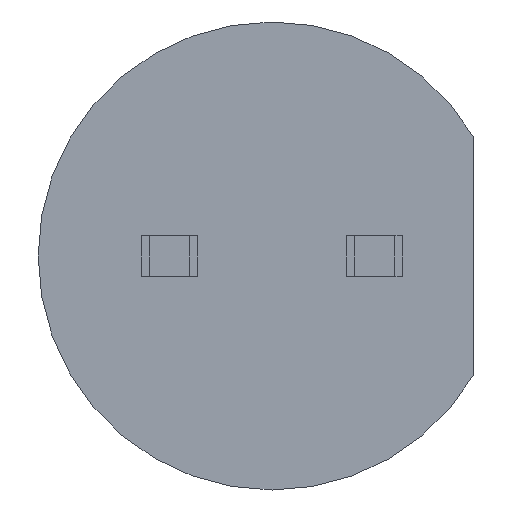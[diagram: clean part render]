
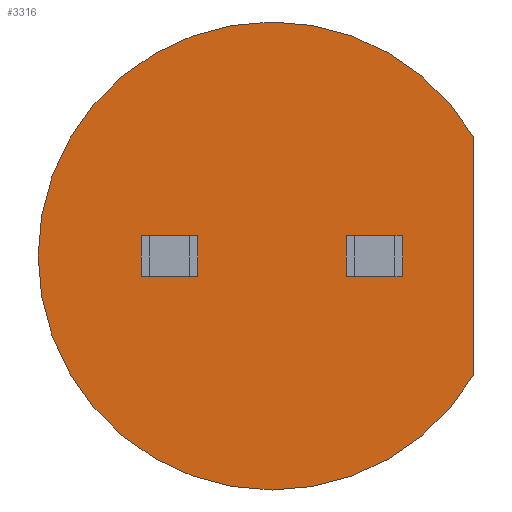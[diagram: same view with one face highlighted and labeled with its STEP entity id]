
A CAD part, front view. The second image highlights one B-rep face of the part: STEP entity #3316.
In plain terms, the highlighted planar face has unit normal (0, -1, 0).
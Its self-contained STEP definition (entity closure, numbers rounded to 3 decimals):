
#6 = AXIS2_PLACEMENT_3D ( 'NONE', #3077, #2460, #2151 ) ;
#432 = LINE ( 'NONE', #3248, #2135 ) ;
#647 = VERTEX_POINT ( 'NONE', #794 ) ;
#794 = CARTESIAN_POINT ( 'NONE',  ( 2.5, 0., 1.47 ) ) ;
#831 = FACE_OUTER_BOUND ( 'NONE', #1925, .T. ) ;
#953 = DIRECTION ( 'NONE',  ( 0., 0., 1. ) ) ;
#1004 = CARTESIAN_POINT ( 'NONE',  ( 0., 0., 0. ) ) ;
#1030 = CARTESIAN_POINT ( 'NONE',  ( 0., 0., -2.9 ) ) ;
#1160 = CARTESIAN_POINT ( 'NONE',  ( 2.5, 0., -1.47 ) ) ;
#1164 = EDGE_CURVE ( 'NONE', #3340, #1377, #2236, .T. ) ;
#1231 = AXIS2_PLACEMENT_3D ( 'NONE', #1932, #1259, #953 ) ;
#1256 = AXIS2_PLACEMENT_3D ( 'NONE', #3681, #1512, #2712 ) ;
#1259 = DIRECTION ( 'NONE',  ( 0., 1., 0. ) ) ;
#1316 = DIRECTION ( 'NONE',  ( 0., 1., 0. ) ) ;
#1374 = EDGE_CURVE ( 'NONE', #647, #3340, #432, .T. ) ;
#1377 = VERTEX_POINT ( 'NONE', #1030 ) ;
#1435 = ORIENTED_EDGE ( 'NONE', *, *, #2240, .F. ) ;
#1512 = DIRECTION ( 'NONE',  ( 0., 1., 0. ) ) ;
#1585 = EDGE_CURVE ( 'NONE', #1377, #2963, #1595, .T. ) ;
#1595 = CIRCLE ( 'NONE', #1256, 2.9 ) ;
#1729 = ORIENTED_EDGE ( 'NONE', *, *, #1374, .F. ) ;
#1809 = CARTESIAN_POINT ( 'NONE',  ( 0., 0., 2.9 ) ) ;
#1879 = ORIENTED_EDGE ( 'NONE', *, *, #1585, .F. ) ;
#1925 = EDGE_LOOP ( 'NONE', ( #1729, #1435, #1879, #3205 ) ) ;
#1932 = CARTESIAN_POINT ( 'NONE',  ( 0., 0., 0. ) ) ;
#2135 = VECTOR ( 'NONE', #3840, 1000. ) ;
#2151 = DIRECTION ( 'NONE',  ( 0., 0., 1. ) ) ;
#2236 = CIRCLE ( 'NONE', #1231, 2.9 ) ;
#2240 = EDGE_CURVE ( 'NONE', #2963, #647, #2808, .T. ) ;
#2460 = DIRECTION ( 'NONE',  ( 0., 1., 0. ) ) ;
#2712 = DIRECTION ( 'NONE',  ( 0., 0., 1. ) ) ;
#2769 = PLANE ( 'NONE',  #6 ) ;
#2808 = CIRCLE ( 'NONE', #3832, 2.9 ) ;
#2963 = VERTEX_POINT ( 'NONE', #1809 ) ;
#3077 = CARTESIAN_POINT ( 'NONE',  ( 0., 0., 0. ) ) ;
#3205 = ORIENTED_EDGE ( 'NONE', *, *, #1164, .F. ) ;
#3224 = DIRECTION ( 'NONE',  ( 0., 0., 1. ) ) ;
#3248 = CARTESIAN_POINT ( 'NONE',  ( 2.5, 0., 0. ) ) ;
#3316 = ADVANCED_FACE ( 'NONE', ( #831 ), #2769, .F. ) ;
#3340 = VERTEX_POINT ( 'NONE', #1160 ) ;
#3681 = CARTESIAN_POINT ( 'NONE',  ( 0., 0., 0. ) ) ;
#3832 = AXIS2_PLACEMENT_3D ( 'NONE', #1004, #1316, #3224 ) ;
#3840 = DIRECTION ( 'NONE',  ( 0., 0., -1. ) ) ;
